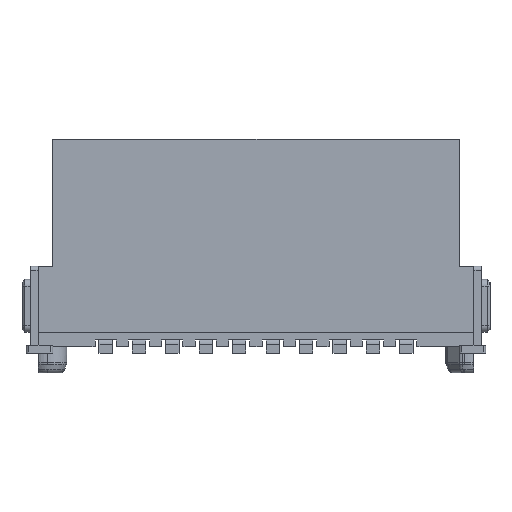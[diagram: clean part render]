
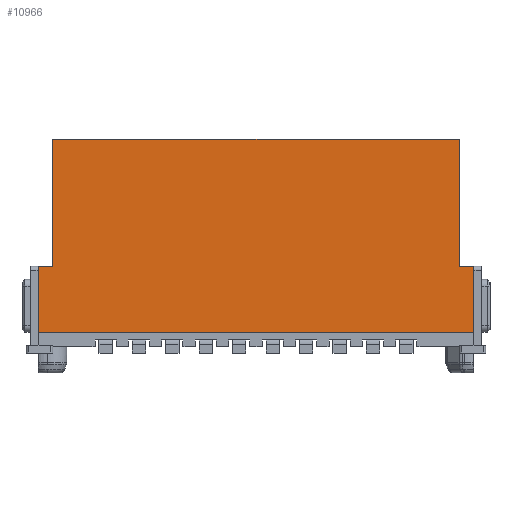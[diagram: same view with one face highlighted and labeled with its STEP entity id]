
A CAD part, front view. The second image highlights one B-rep face of the part: STEP entity #10966.
In plain terms, the highlighted planar face has unit normal (0, -1, 0).
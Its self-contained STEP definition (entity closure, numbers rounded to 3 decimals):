
#10921=AXIS2_PLACEMENT_3D('Plane Axis2P3D',#10918,#10919,#10920) ;
#4586=CARTESIAN_POINT('Vertex',(16.615,1.6,8.88)) ;
#4589=CARTESIAN_POINT('Line Origine',(16.615,1.6,6.465)) ;
#4593=CARTESIAN_POINT('Vertex',(16.615,1.6,4.05)) ;
#5534=CARTESIAN_POINT('Vertex',(1.165,1.6,4.05)) ;
#5537=CARTESIAN_POINT('Line Origine',(1.165,1.6,6.465)) ;
#5541=CARTESIAN_POINT('Vertex',(1.165,1.6,8.88)) ;
#10808=CARTESIAN_POINT('Line Origine',(8.89,1.6,8.88)) ;
#10918=CARTESIAN_POINT('Axis2P3D Location',(17.475,1.6,0.65)) ;
#10923=CARTESIAN_POINT('Line Origine',(8.89,1.6,1.55)) ;
#10927=CARTESIAN_POINT('Vertex',(0.615,1.6,1.55)) ;
#10929=CARTESIAN_POINT('Vertex',(17.165,1.6,1.55)) ;
#10932=CARTESIAN_POINT('Line Origine',(17.165,1.6,2.8)) ;
#10936=CARTESIAN_POINT('Vertex',(17.165,1.6,4.05)) ;
#10939=CARTESIAN_POINT('Line Origine',(16.89,1.6,4.05)) ;
#10944=CARTESIAN_POINT('Line Origine',(0.89,1.6,4.05)) ;
#10948=CARTESIAN_POINT('Vertex',(0.615,1.6,4.05)) ;
#10951=CARTESIAN_POINT('Line Origine',(0.615,1.6,2.8)) ;
#4590=DIRECTION('Vector Direction',(0.,0.,-1.)) ;
#5538=DIRECTION('Vector Direction',(0.,0.,-1.)) ;
#10809=DIRECTION('Vector Direction',(1.,0.,0.)) ;
#10919=DIRECTION('Axis2P3D Direction',(0.,-1.,0.)) ;
#10920=DIRECTION('Axis2P3D XDirection',(0.,0.,1.)) ;
#10924=DIRECTION('Vector Direction',(1.,0.,0.)) ;
#10933=DIRECTION('Vector Direction',(0.,0.,1.)) ;
#10940=DIRECTION('Vector Direction',(-1.,0.,0.)) ;
#10945=DIRECTION('Vector Direction',(-1.,0.,0.)) ;
#10952=DIRECTION('Vector Direction',(0.,0.,-1.)) ;
#4591=VECTOR('Line Direction',#4590,1.) ;
#5539=VECTOR('Line Direction',#5538,1.) ;
#10810=VECTOR('Line Direction',#10809,1.) ;
#10925=VECTOR('Line Direction',#10924,1.) ;
#10934=VECTOR('Line Direction',#10933,1.) ;
#10941=VECTOR('Line Direction',#10940,1.) ;
#10946=VECTOR('Line Direction',#10945,1.) ;
#10953=VECTOR('Line Direction',#10952,1.) ;
#10957=ORIENTED_EDGE('',*,*,#10931,.T.) ;
#10958=ORIENTED_EDGE('',*,*,#10938,.T.) ;
#10959=ORIENTED_EDGE('',*,*,#10943,.T.) ;
#10960=ORIENTED_EDGE('',*,*,#4595,.F.) ;
#10961=ORIENTED_EDGE('',*,*,#10812,.F.) ;
#10962=ORIENTED_EDGE('',*,*,#5543,.T.) ;
#10963=ORIENTED_EDGE('',*,*,#10950,.T.) ;
#10964=ORIENTED_EDGE('',*,*,#10955,.T.) ;
#10966=ADVANCED_FACE('Hauptk\X2\00F6\X0\rper.1',(#10965),#10922,.T.) ;
#4595=EDGE_CURVE('',#4587,#4594,#4592,.T.) ;
#5543=EDGE_CURVE('',#5542,#5535,#5540,.T.) ;
#10812=EDGE_CURVE('',#5542,#4587,#10811,.T.) ;
#10931=EDGE_CURVE('',#10928,#10930,#10926,.T.) ;
#10938=EDGE_CURVE('',#10930,#10937,#10935,.T.) ;
#10943=EDGE_CURVE('',#10937,#4594,#10942,.T.) ;
#10950=EDGE_CURVE('',#5535,#10949,#10947,.T.) ;
#10955=EDGE_CURVE('',#10949,#10928,#10954,.T.) ;
#10956=EDGE_LOOP('',(#10957,#10958,#10959,#10960,#10961,#10962,#10963,#10964)) ;
#10965=FACE_OUTER_BOUND('',#10956,.T.) ;
#4592=LINE('Line',#4589,#4591) ;
#5540=LINE('Line',#5537,#5539) ;
#10811=LINE('Line',#10808,#10810) ;
#10926=LINE('Line',#10923,#10925) ;
#10935=LINE('Line',#10932,#10934) ;
#10942=LINE('Line',#10939,#10941) ;
#10947=LINE('Line',#10944,#10946) ;
#10954=LINE('Line',#10951,#10953) ;
#10922=PLANE('',#10921) ;
#4587=VERTEX_POINT('',#4586) ;
#4594=VERTEX_POINT('',#4593) ;
#5535=VERTEX_POINT('',#5534) ;
#5542=VERTEX_POINT('',#5541) ;
#10928=VERTEX_POINT('',#10927) ;
#10930=VERTEX_POINT('',#10929) ;
#10937=VERTEX_POINT('',#10936) ;
#10949=VERTEX_POINT('',#10948) ;
